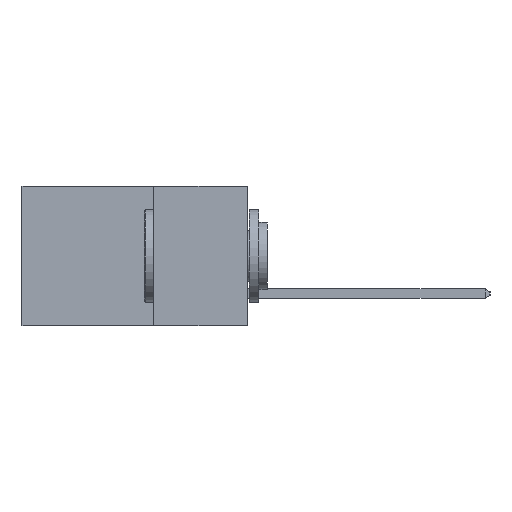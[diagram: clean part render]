
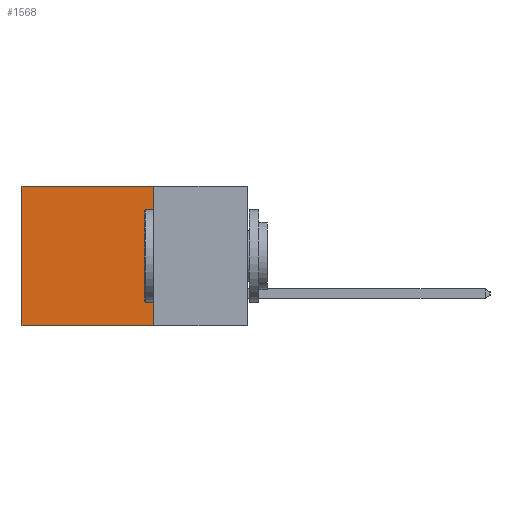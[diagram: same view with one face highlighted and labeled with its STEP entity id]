
A CAD part, left-side view. The second image highlights one B-rep face of the part: STEP entity #1568.
In plain terms, the highlighted planar face has unit normal (-1, 0, 0).
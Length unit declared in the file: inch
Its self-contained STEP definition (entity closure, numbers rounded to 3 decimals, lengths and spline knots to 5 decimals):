
#553 = EDGE_CURVE ( 'NONE', #22350, #24741, #3970, .T. ) ;
#593 = FACE_OUTER_BOUND ( 'NONE', #9821, .T. ) ;
#1047 = CARTESIAN_POINT ( 'NONE',  ( 0.2615, 0.25, -0.37 ) ) ;
#1111 = DIRECTION ( 'NONE',  ( 0., 1., 0. ) ) ;
#1347 = CARTESIAN_POINT ( 'NONE',  ( 0.2615, 0.25, -0.37 ) ) ;
#1495 = VECTOR ( 'NONE', #12134, 39.37008 ) ;
#1568 = ADVANCED_FACE ( 'NONE', ( #593 ), #2826, .F. ) ;
#2497 = DIRECTION ( 'NONE',  ( 0., 0., -1. ) ) ;
#2525 = DIRECTION ( 'NONE',  ( 1., 0., 0. ) ) ;
#2826 = PLANE ( 'NONE',  #17333 ) ;
#2952 = CARTESIAN_POINT ( 'NONE',  ( 0.2615, 0.25, -0.37 ) ) ;
#3970 = LINE ( 'NONE', #1347, #14406 ) ;
#4281 = VERTEX_POINT ( 'NONE', #18746 ) ;
#5703 = EDGE_CURVE ( 'NONE', #24741, #21286, #12735, .T. ) ;
#6761 = ORIENTED_EDGE ( 'NONE', *, *, #553, .F. ) ;
#7151 = CARTESIAN_POINT ( 'NONE',  ( 0.2615, 0.25, -0.37 ) ) ;
#7541 = CARTESIAN_POINT ( 'NONE',  ( 0.2615, 0.6, -0.37 ) ) ;
#7845 = CARTESIAN_POINT ( 'NONE',  ( 0.2615, 0.25, 0. ) ) ;
#7993 = CARTESIAN_POINT ( 'NONE',  ( 0.2615, 0.25, 0. ) ) ;
#9821 = EDGE_LOOP ( 'NONE', ( #23090, #19456, #6761, #18811 ) ) ;
#10576 = LINE ( 'NONE', #7541, #25060 ) ;
#10765 = CARTESIAN_POINT ( 'NONE',  ( 0.2615, 0.6, -0.37 ) ) ;
#12134 = DIRECTION ( 'NONE',  ( 0., 1., 0. ) ) ;
#12735 = LINE ( 'NONE', #1047, #17586 ) ;
#12780 = DIRECTION ( 'NONE',  ( 0., 0., -1. ) ) ;
#13083 = EDGE_CURVE ( 'NONE', #22350, #4281, #18733, .T. ) ;
#14406 = VECTOR ( 'NONE', #12780, 39.37008 ) ;
#17333 = AXIS2_PLACEMENT_3D ( 'NONE', #2952, #2525, #2497 ) ;
#17586 = VECTOR ( 'NONE', #1111, 39.37008 ) ;
#18733 = LINE ( 'NONE', #7993, #1495 ) ;
#18746 = CARTESIAN_POINT ( 'NONE',  ( 0.2615, 0.6, 0. ) ) ;
#18811 = ORIENTED_EDGE ( 'NONE', *, *, #13083, .T. ) ;
#19057 = EDGE_CURVE ( 'NONE', #4281, #21286, #10576, .T. ) ;
#19456 = ORIENTED_EDGE ( 'NONE', *, *, #5703, .F. ) ;
#21286 = VERTEX_POINT ( 'NONE', #10765 ) ;
#21942 = DIRECTION ( 'NONE',  ( 0., 0., -1. ) ) ;
#22350 = VERTEX_POINT ( 'NONE', #7845 ) ;
#23090 = ORIENTED_EDGE ( 'NONE', *, *, #19057, .T. ) ;
#24741 = VERTEX_POINT ( 'NONE', #7151 ) ;
#25060 = VECTOR ( 'NONE', #21942, 39.37008 ) ;
